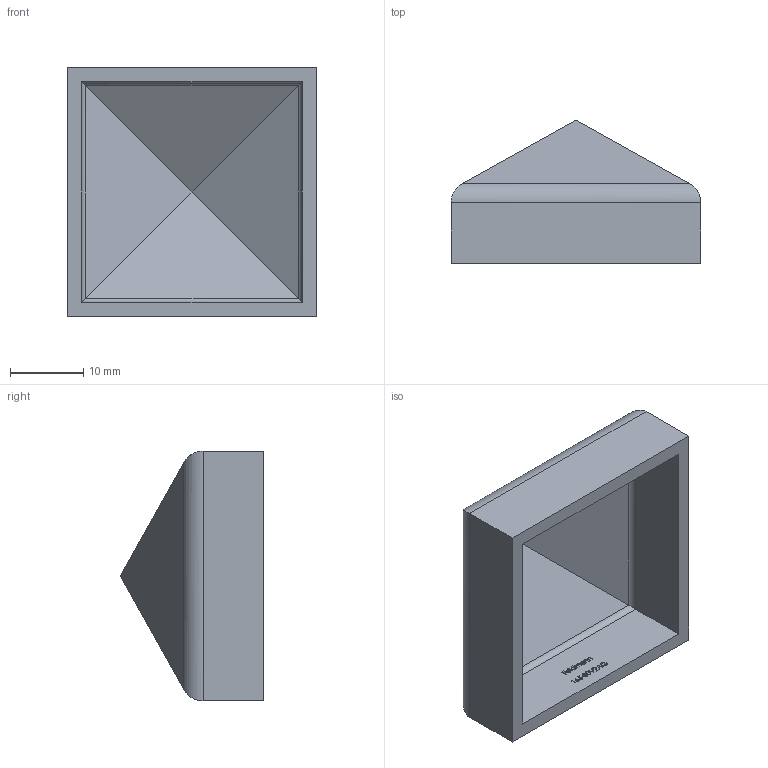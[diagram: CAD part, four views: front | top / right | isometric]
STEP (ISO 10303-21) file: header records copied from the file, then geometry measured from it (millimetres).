
FILE_DESCRIPTION (( 'STEP AP203' ), '1' );
FILE_NAME ('165-30V2AG.step', '2019-09-18T09:11:03', ( '' ), ( '' ), 'SwSTEP 2.0', 'SolidWorks 2015', '' );
FILE_SCHEMA (( 'CONFIG_CONTROL_DESIGN' ));
Length unit declared in the file: millimetre
Products named in the file (1): 165-30V2AG
Bounding box: 34 x 19.5 x 34 mm (x, y, z)
Volume: 4702.2 mm3; surface area: 4975.4 mm2
Topology: 1 solids, 1 shells, 260 faces, 677 edges, 444 vertices
Faces by surface type: plane 145, bspline 103, cylinder 12
Entity records: 13512 total; most frequent: CARTESIAN_POINT 7809, ORIENTED_EDGE 1354, DIRECTION 775, EDGE_CURVE 677, LINE 459, VECTOR 459, VERTEX_POINT 444, EDGE_LOOP 285
